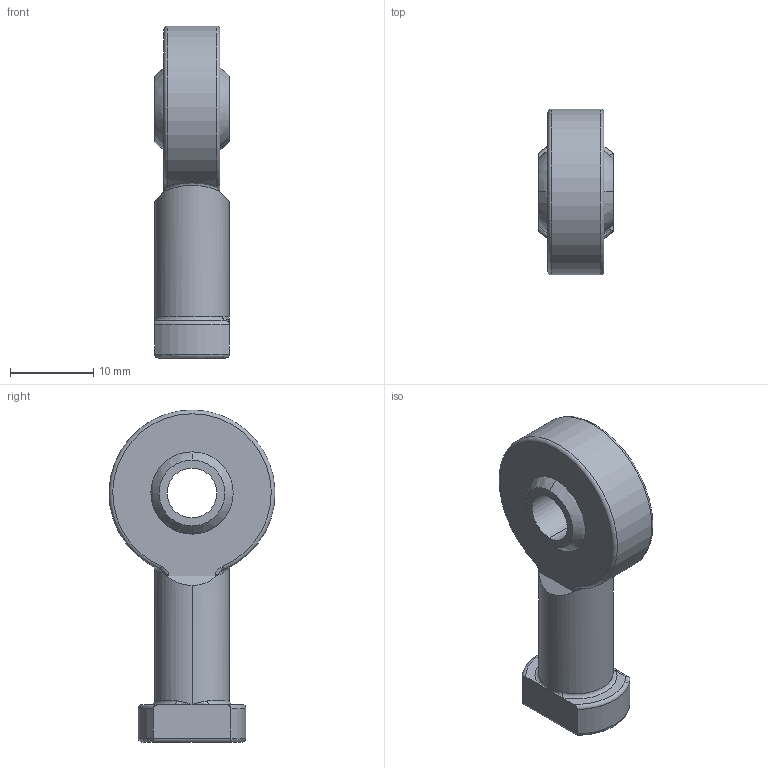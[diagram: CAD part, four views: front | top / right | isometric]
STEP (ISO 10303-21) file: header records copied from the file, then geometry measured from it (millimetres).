
FILE_DESCRIPTION (( 'STEP AP214' ), '1' );
FILE_NAME ('KJ6D.step.step', '2011-08-05T11:22:20', ( 'SysAdmin' ), ( 'SolidWorks' ), 'SwSTEP 2.0', 'SolidWorks 2011', '' );
FILE_SCHEMA (( 'AUTOMOTIVE_DESIGN' ));
Length unit declared in the file: millimetre
Products named in the file (3): KJ6D.step_KJGKM2057Z-Body_6D; KJ6D.step_KJGKM2057Z-RodEye_6D; KJ6D.step
Assembly tree (2 placements, depth 2):
  KJ6D.step
    KJ6D.step_KJGKM2057Z-Body_6D
    KJ6D.step_KJGKM2057Z-RodEye_6D
Bounding box: 9.01 x 19.99 x 40 mm (x, y, z)
Volume: 3140.4 mm3; surface area: 2608.6 mm2
Topology: 2 solids, 2 shells, 57 faces, 142 edges, 84 vertices
Faces by surface type: cylinder 17, bspline 14, plane 12, torus 8, sphere 4, cone 2
Entity records: 2694 total; most frequent: CARTESIAN_POINT 1416, ORIENTED_EDGE 260, DIRECTION 226, EDGE_CURVE 130, AXIS2_PLACEMENT_3D 96, VERTEX_POINT 78, EDGE_LOOP 62, ADVANCED_FACE 57
